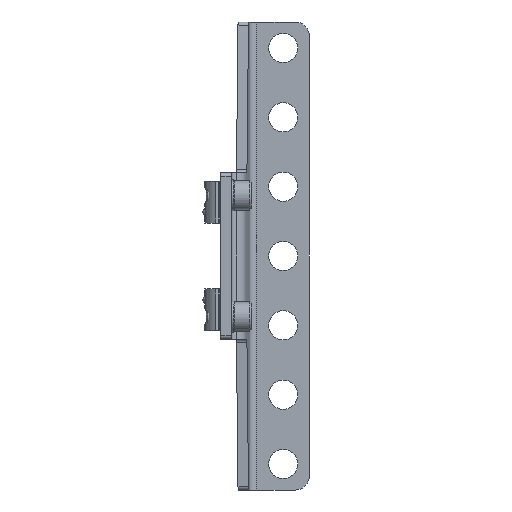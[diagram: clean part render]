
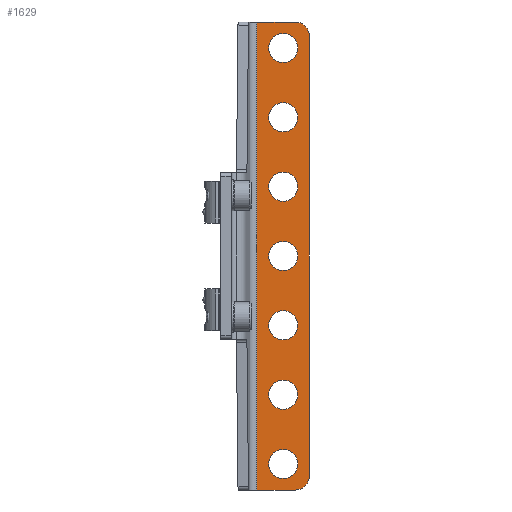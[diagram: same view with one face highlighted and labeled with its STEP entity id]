
A CAD part, front view. The second image highlights one B-rep face of the part: STEP entity #1629.
In plain terms, the highlighted face is planar.
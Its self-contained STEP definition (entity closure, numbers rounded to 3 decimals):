
#173=CIRCLE('',#1814,4.2);
#174=CIRCLE('',#1815,4.2);
#175=CIRCLE('',#1816,4.2);
#176=CIRCLE('',#1817,4.2);
#177=CIRCLE('',#1818,4.2);
#178=CIRCLE('',#1819,4.2);
#179=CIRCLE('',#1820,4.2);
#180=CIRCLE('',#1821,4.);
#181=CIRCLE('',#1822,4.);
#332=ORIENTED_EDGE('',*,*,#771,.T.);
#333=ORIENTED_EDGE('',*,*,#772,.T.);
#334=ORIENTED_EDGE('',*,*,#773,.T.);
#335=ORIENTED_EDGE('',*,*,#774,.T.);
#336=ORIENTED_EDGE('',*,*,#775,.T.);
#337=ORIENTED_EDGE('',*,*,#776,.T.);
#338=ORIENTED_EDGE('',*,*,#777,.T.);
#339=ORIENTED_EDGE('',*,*,#699,.F.);
#340=ORIENTED_EDGE('',*,*,#778,.T.);
#341=ORIENTED_EDGE('',*,*,#696,.T.);
#342=ORIENTED_EDGE('',*,*,#779,.T.);
#343=ORIENTED_EDGE('',*,*,#712,.T.);
#344=ORIENTED_EDGE('',*,*,#780,.F.);
#696=EDGE_CURVE('',#922,#925,#1083,.T.);
#699=EDGE_CURVE('',#928,#929,#1086,.T.);
#712=EDGE_CURVE('',#934,#941,#1095,.T.);
#771=EDGE_CURVE('',#985,#985,#173,.T.);
#772=EDGE_CURVE('',#986,#986,#174,.T.);
#773=EDGE_CURVE('',#987,#987,#175,.T.);
#774=EDGE_CURVE('',#988,#988,#176,.T.);
#775=EDGE_CURVE('',#989,#989,#177,.T.);
#776=EDGE_CURVE('',#990,#990,#178,.T.);
#777=EDGE_CURVE('',#991,#991,#179,.T.);
#778=EDGE_CURVE('',#928,#922,#180,.T.);
#779=EDGE_CURVE('',#925,#934,#181,.T.);
#780=EDGE_CURVE('',#929,#941,#1121,.T.);
#922=VERTEX_POINT('',#2488);
#925=VERTEX_POINT('',#2493);
#928=VERTEX_POINT('',#2500);
#929=VERTEX_POINT('',#2502);
#934=VERTEX_POINT('',#2514);
#941=VERTEX_POINT('',#2527);
#985=VERTEX_POINT('',#2643);
#986=VERTEX_POINT('',#2645);
#987=VERTEX_POINT('',#2647);
#988=VERTEX_POINT('',#2649);
#989=VERTEX_POINT('',#2651);
#990=VERTEX_POINT('',#2653);
#991=VERTEX_POINT('',#2655);
#1083=LINE('',#2494,#1189);
#1086=LINE('',#2501,#1192);
#1095=LINE('',#2528,#1201);
#1121=LINE('',#2658,#1227);
#1189=VECTOR('',#1974,1000.);
#1192=VECTOR('',#1979,1000.);
#1201=VECTOR('',#1998,1000.);
#1227=VECTOR('',#2132,1000.);
#1317=EDGE_LOOP('',(#332));
#1318=EDGE_LOOP('',(#333));
#1319=EDGE_LOOP('',(#334));
#1320=EDGE_LOOP('',(#335));
#1321=EDGE_LOOP('',(#336));
#1322=EDGE_LOOP('',(#337));
#1323=EDGE_LOOP('',(#338));
#1324=EDGE_LOOP('',(#339,#340,#341,#342,#343,#344));
#1457=FACE_BOUND('',#1317,.T.);
#1458=FACE_BOUND('',#1318,.T.);
#1459=FACE_BOUND('',#1319,.T.);
#1460=FACE_BOUND('',#1320,.T.);
#1461=FACE_BOUND('',#1321,.T.);
#1462=FACE_BOUND('',#1322,.T.);
#1463=FACE_BOUND('',#1323,.T.);
#1464=FACE_BOUND('',#1324,.T.);
#1582=PLANE('',#1813);
#1629=ADVANCED_FACE('',(#1457,#1458,#1459,#1460,#1461,#1462,#1463,#1464),
#1582,.F.);
#1813=AXIS2_PLACEMENT_3D('',#2641,#2112,#2113);
#1814=AXIS2_PLACEMENT_3D('',#2642,#2114,#2115);
#1815=AXIS2_PLACEMENT_3D('',#2644,#2116,#2117);
#1816=AXIS2_PLACEMENT_3D('',#2646,#2118,#2119);
#1817=AXIS2_PLACEMENT_3D('',#2648,#2120,#2121);
#1818=AXIS2_PLACEMENT_3D('',#2650,#2122,#2123);
#1819=AXIS2_PLACEMENT_3D('',#2652,#2124,#2125);
#1820=AXIS2_PLACEMENT_3D('',#2654,#2126,#2127);
#1821=AXIS2_PLACEMENT_3D('',#2656,#2128,#2129);
#1822=AXIS2_PLACEMENT_3D('',#2657,#2130,#2131);
#1974=DIRECTION('',(0.,0.,-1.));
#1979=DIRECTION('',(-1.,0.,0.));
#1998=DIRECTION('',(-1.,0.,0.));
#2112=DIRECTION('',(0.,-1.,0.));
#2113=DIRECTION('',(1.,0.,0.));
#2114=DIRECTION('',(0.,-1.,0.));
#2115=DIRECTION('',(0.,0.,-1.));
#2116=DIRECTION('',(0.,-1.,0.));
#2117=DIRECTION('',(0.,0.,-1.));
#2118=DIRECTION('',(0.,-1.,0.));
#2119=DIRECTION('',(0.,0.,-1.));
#2120=DIRECTION('',(0.,-1.,0.));
#2121=DIRECTION('',(0.,0.,-1.));
#2122=DIRECTION('',(0.,-1.,0.));
#2123=DIRECTION('',(0.,0.,-1.));
#2124=DIRECTION('',(0.,-1.,0.));
#2125=DIRECTION('',(0.,0.,-1.));
#2126=DIRECTION('',(0.,-1.,0.));
#2127=DIRECTION('',(0.,0.,-1.));
#2128=DIRECTION('',(0.,1.,0.));
#2129=DIRECTION('',(1.,0.,0.));
#2130=DIRECTION('',(0.,1.,0.));
#2131=DIRECTION('',(1.,0.,0.));
#2132=DIRECTION('',(0.,0.,-1.));
#2488=CARTESIAN_POINT('',(25.5,3.,63.5));
#2493=CARTESIAN_POINT('',(25.5,3.,-63.5));
#2494=CARTESIAN_POINT('',(25.5,3.,67.5));
#2500=CARTESIAN_POINT('',(21.5,3.,67.5));
#2501=CARTESIAN_POINT('',(25.5,3.,67.5));
#2502=CARTESIAN_POINT('',(10.35,3.,67.5));
#2514=CARTESIAN_POINT('',(21.5,3.,-67.5));
#2527=CARTESIAN_POINT('',(10.35,3.,-67.5));
#2528=CARTESIAN_POINT('',(25.5,3.,-67.5));
#2641=CARTESIAN_POINT('',(25.5,3.,67.5));
#2642=CARTESIAN_POINT('',(18.,3.,60.));
#2643=CARTESIAN_POINT('',(18.,3.,55.8));
#2644=CARTESIAN_POINT('',(18.,3.,40.));
#2645=CARTESIAN_POINT('',(18.,3.,35.8));
#2646=CARTESIAN_POINT('',(18.,3.,20.));
#2647=CARTESIAN_POINT('',(18.,3.,15.8));
#2648=CARTESIAN_POINT('',(18.,3.,-60.));
#2649=CARTESIAN_POINT('',(18.,3.,-64.2));
#2650=CARTESIAN_POINT('',(18.,3.,-40.));
#2651=CARTESIAN_POINT('',(18.,3.,-44.2));
#2652=CARTESIAN_POINT('',(18.,3.,-20.));
#2653=CARTESIAN_POINT('',(18.,3.,-24.2));
#2654=CARTESIAN_POINT('',(18.,3.,0.));
#2655=CARTESIAN_POINT('',(18.,3.,-4.2));
#2656=CARTESIAN_POINT('',(21.5,3.,63.5));
#2657=CARTESIAN_POINT('',(21.5,3.,-63.5));
#2658=CARTESIAN_POINT('',(10.35,3.,67.5));
